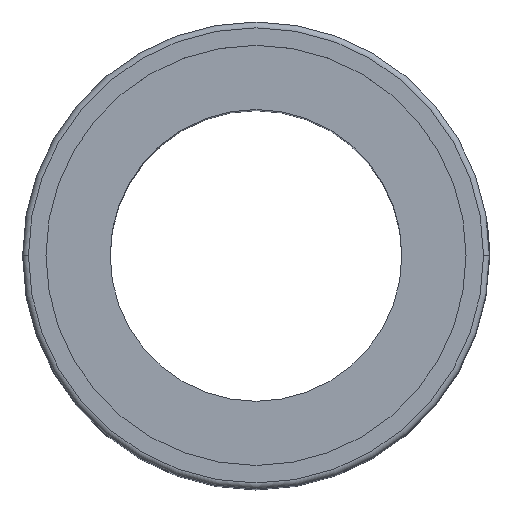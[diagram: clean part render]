
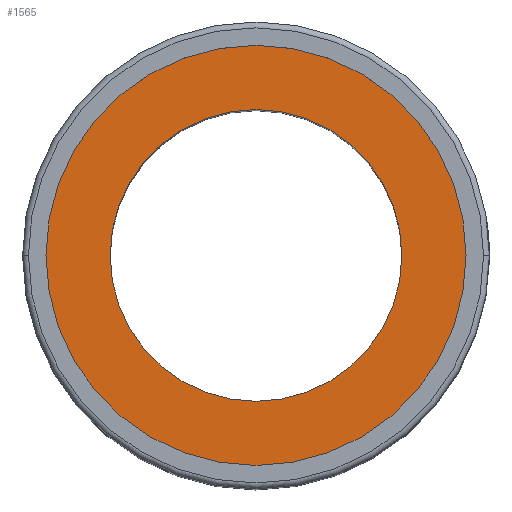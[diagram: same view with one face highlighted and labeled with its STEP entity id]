
A CAD part, top view. The second image highlights one B-rep face of the part: STEP entity #1565.
In plain terms, the highlighted planar face has unit normal (0, 0, 1).
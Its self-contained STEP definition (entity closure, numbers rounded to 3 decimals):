
#686 = AXIS2_PLACEMENT_3D ( 'NONE', #4554, #9003, #5756 ) ;
#1229 = ORIENTED_EDGE ( 'NONE', *, *, #1957, .F. ) ;
#1565 = ADVANCED_FACE ( 'NONE', ( #5133, #9750 ), #1740, .T. ) ;
#1740 = PLANE ( 'NONE',  #14568 ) ;
#1764 = CARTESIAN_POINT ( 'NONE',  ( 0., 0., 28.8 ) ) ;
#1957 = EDGE_CURVE ( 'NONE', #5450, #6620, #10329, .T. ) ;
#2248 = ORIENTED_EDGE ( 'NONE', *, *, #8661, .T. ) ;
#2720 = DIRECTION ( 'NONE',  ( 1., 0., 0. ) ) ;
#2852 = CIRCLE ( 'NONE', #686, 12.5 ) ;
#2958 = DIRECTION ( 'NONE',  ( 0., 0., 1. ) ) ;
#3262 = DIRECTION ( 'NONE',  ( 1., 0., 0. ) ) ;
#3416 = DIRECTION ( 'NONE',  ( 0., 0., 1. ) ) ;
#4022 = CARTESIAN_POINT ( 'NONE',  ( -12.5, 0., 28.8 ) ) ;
#4094 = EDGE_LOOP ( 'NONE', ( #9339, #2248 ) ) ;
#4293 = AXIS2_PLACEMENT_3D ( 'NONE', #1764, #2958, #14523 ) ;
#4554 = CARTESIAN_POINT ( 'NONE',  ( 0., 0., 28.8 ) ) ;
#5133 = FACE_BOUND ( 'NONE', #14021, .T. ) ;
#5450 = VERTEX_POINT ( 'NONE', #4022 ) ;
#5485 = CIRCLE ( 'NONE', #4293, 18. ) ;
#5756 = DIRECTION ( 'NONE',  ( 1., 0., 0. ) ) ;
#5857 = AXIS2_PLACEMENT_3D ( 'NONE', #9799, #6237, #8570 ) ;
#6180 = VERTEX_POINT ( 'NONE', #11124 ) ;
#6237 = DIRECTION ( 'NONE',  ( 0., 0., 1. ) ) ;
#6620 = VERTEX_POINT ( 'NONE', #14061 ) ;
#8570 = DIRECTION ( 'NONE',  ( 1., 0., 0. ) ) ;
#8661 = EDGE_CURVE ( 'NONE', #9441, #6180, #14550, .T. ) ;
#8663 = DIRECTION ( 'NONE',  ( 0., 0., 1. ) ) ;
#9003 = DIRECTION ( 'NONE',  ( 0., 0., 1. ) ) ;
#9339 = ORIENTED_EDGE ( 'NONE', *, *, #14023, .T. ) ;
#9441 = VERTEX_POINT ( 'NONE', #13364 ) ;
#9594 = CARTESIAN_POINT ( 'NONE',  ( 0., 0., 28.8 ) ) ;
#9750 = FACE_OUTER_BOUND ( 'NONE', #4094, .T. ) ;
#9799 = CARTESIAN_POINT ( 'NONE',  ( 0., 0., 28.8 ) ) ;
#10329 = CIRCLE ( 'NONE', #11055, 12.5 ) ;
#10706 = ORIENTED_EDGE ( 'NONE', *, *, #13662, .F. ) ;
#11055 = AXIS2_PLACEMENT_3D ( 'NONE', #13622, #3416, #3262 ) ;
#11124 = CARTESIAN_POINT ( 'NONE',  ( 18., 0., 28.8 ) ) ;
#13364 = CARTESIAN_POINT ( 'NONE',  ( -18., 0., 28.8 ) ) ;
#13622 = CARTESIAN_POINT ( 'NONE',  ( 0., 0., 28.8 ) ) ;
#13662 = EDGE_CURVE ( 'NONE', #6620, #5450, #2852, .T. ) ;
#14021 = EDGE_LOOP ( 'NONE', ( #1229, #10706 ) ) ;
#14023 = EDGE_CURVE ( 'NONE', #6180, #9441, #5485, .T. ) ;
#14061 = CARTESIAN_POINT ( 'NONE',  ( 12.5, 0., 28.8 ) ) ;
#14523 = DIRECTION ( 'NONE',  ( 1., 0., 0. ) ) ;
#14550 = CIRCLE ( 'NONE', #5857, 18. ) ;
#14568 = AXIS2_PLACEMENT_3D ( 'NONE', #9594, #8663, #2720 ) ;
